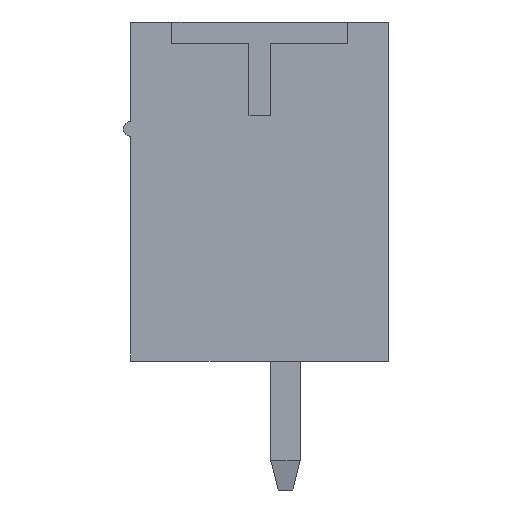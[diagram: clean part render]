
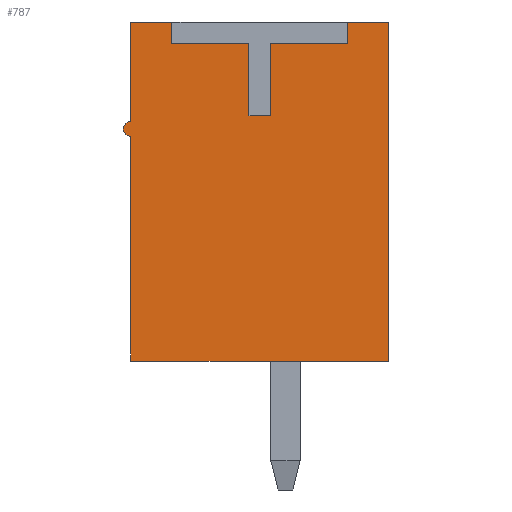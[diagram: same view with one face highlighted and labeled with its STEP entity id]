
A CAD part, left-side view. The second image highlights one B-rep face of the part: STEP entity #787.
In plain terms, the highlighted planar face has unit normal (-1, 0, 0).
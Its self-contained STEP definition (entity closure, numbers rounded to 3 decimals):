
#787 = ADVANCED_FACE( '', ( #1567 ), #1568, .F. );
#1567 = FACE_OUTER_BOUND( '', #2335, .T. );
#1568 = PLANE( '', #2336 );
#2335 = EDGE_LOOP( '', ( #4499, #4500, #4501, #4502, #4503, #4504, #4505, #4506, #4507, #4508, #4509, #4510, #4511, #4512 ) );
#2336 = AXIS2_PLACEMENT_3D( '', #4513, #4514, #4515 );
#4499 = ORIENTED_EDGE( '', *, *, #5157, .F. );
#4500 = ORIENTED_EDGE( '', *, *, #4743, .T. );
#4501 = ORIENTED_EDGE( '', *, *, #4833, .T. );
#4502 = ORIENTED_EDGE( '', *, *, #5350, .T. );
#4503 = ORIENTED_EDGE( '', *, *, #5580, .T. );
#4504 = ORIENTED_EDGE( '', *, *, #5101, .T. );
#4505 = ORIENTED_EDGE( '', *, *, #5383, .T. );
#4506 = ORIENTED_EDGE( '', *, *, #5517, .T. );
#4507 = ORIENTED_EDGE( '', *, *, #5154, .F. );
#4508 = ORIENTED_EDGE( '', *, *, #5250, .T. );
#4509 = ORIENTED_EDGE( '', *, *, #4812, .T. );
#4510 = ORIENTED_EDGE( '', *, *, #5432, .T. );
#4511 = ORIENTED_EDGE( '', *, *, #4785, .F. );
#4512 = ORIENTED_EDGE( '', *, *, #5400, .F. );
#4513 = CARTESIAN_POINT( '', ( -9.3, 0., 0. ) );
#4514 = DIRECTION( '', ( 1., 0., 0. ) );
#4515 = DIRECTION( '', ( 0., 0., -1. ) );
#4743 = EDGE_CURVE( '', #5677, #5678, #5679, .T. );
#4785 = EDGE_CURVE( '', #5748, #5749, #5750, .T. );
#4812 = EDGE_CURVE( '', #5802, #5800, #5803, .F. );
#4833 = EDGE_CURVE( '', #5678, #5838, #5839, .T. );
#5101 = EDGE_CURVE( '', #6290, #6291, #6292, .T. );
#5154 = EDGE_CURVE( '', #6373, #6375, #6376, .T. );
#5157 = EDGE_CURVE( '', #5677, #6380, #6381, .T. );
#5250 = EDGE_CURVE( '', #6373, #5802, #6521, .T. );
#5350 = EDGE_CURVE( '', #5838, #6658, #6659, .T. );
#5383 = EDGE_CURVE( '', #6291, #6705, #6706, .T. );
#5400 = EDGE_CURVE( '', #6380, #5748, #6729, .T. );
#5432 = EDGE_CURVE( '', #5800, #5749, #6767, .T. );
#5517 = EDGE_CURVE( '', #6705, #6375, #6867, .T. );
#5580 = EDGE_CURVE( '', #6658, #6290, #6936, .T. );
#5677 = VERTEX_POINT( '', #7057 );
#5678 = VERTEX_POINT( '', #7058 );
#5679 = LINE( '', #7059, #7060 );
#5748 = VERTEX_POINT( '', #7154 );
#5749 = VERTEX_POINT( '', #7155 );
#5750 = LINE( '', #7156, #7157 );
#5800 = VERTEX_POINT( '', #7230 );
#5802 = VERTEX_POINT( '', #7233 );
#5803 = CIRCLE( '', #7234, 0.2 );
#5838 = VERTEX_POINT( '', #7285 );
#5839 = LINE( '', #7286, #7287 );
#6290 = VERTEX_POINT( '', #7952 );
#6291 = VERTEX_POINT( '', #7953 );
#6292 = LINE( '', #7954, #7955 );
#6373 = VERTEX_POINT( '', #8076 );
#6375 = VERTEX_POINT( '', #8079 );
#6376 = LINE( '', #8080, #8081 );
#6380 = VERTEX_POINT( '', #8087 );
#6381 = LINE( '', #8088, #8089 );
#6521 = LINE( '', #8302, #8303 );
#6658 = VERTEX_POINT( '', #8507 );
#6659 = LINE( '', #8508, #8509 );
#6705 = VERTEX_POINT( '', #8575 );
#6706 = LINE( '', #8576, #8577 );
#6729 = LINE( '', #8614, #8615 );
#6767 = LINE( '', #8669, #8670 );
#6867 = LINE( '', #8821, #8822 );
#6936 = LINE( '', #8922, #8923 );
#7057 = CARTESIAN_POINT( '', ( -9.3, -2.48, 4.6 ) );
#7058 = CARTESIAN_POINT( '', ( -9.3, -2.48, 4.02 ) );
#7059 = CARTESIAN_POINT( '', ( -9.3, -2.48, 4.6 ) );
#7060 = VECTOR( '', #9004, 1000. );
#7154 = CARTESIAN_POINT( '', ( -9.3, -3.6, -4.6 ) );
#7155 = CARTESIAN_POINT( '', ( -9.3, 3.4, -4.6 ) );
#7156 = CARTESIAN_POINT( '', ( -9.3, -3.6, -4.6 ) );
#7157 = VECTOR( '', #9048, 1000. );
#7230 = CARTESIAN_POINT( '', ( -9.3, 3.4, 1.5 ) );
#7233 = CARTESIAN_POINT( '', ( -9.3, 3.4, 1.9 ) );
#7234 = AXIS2_PLACEMENT_3D( '', #9076, #9077, #9078 );
#7285 = CARTESIAN_POINT( '', ( -9.3, -0.39, 4.02 ) );
#7286 = CARTESIAN_POINT( '', ( -9.3, -2.48, 4.02 ) );
#7287 = VECTOR( '', #9095, 1000. );
#7952 = CARTESIAN_POINT( '', ( -9.3, 0.19, 2.06 ) );
#7953 = CARTESIAN_POINT( '', ( -9.3, 0.19, 4.02 ) );
#7954 = CARTESIAN_POINT( '', ( -9.3, 0.19, 2.06 ) );
#7955 = VECTOR( '', #9319, 1000. );
#8076 = CARTESIAN_POINT( '', ( -9.3, 3.4, 4.6 ) );
#8079 = CARTESIAN_POINT( '', ( -9.3, 2.28, 4.6 ) );
#8080 = CARTESIAN_POINT( '', ( -9.3, 3.6, 4.6 ) );
#8081 = VECTOR( '', #9373, 1000. );
#8087 = CARTESIAN_POINT( '', ( -9.3, -3.6, 4.6 ) );
#8088 = CARTESIAN_POINT( '', ( -9.3, 3.6, 4.6 ) );
#8089 = VECTOR( '', #9376, 1000. );
#8302 = CARTESIAN_POINT( '', ( -9.3, 3.4, 0. ) );
#8303 = VECTOR( '', #9462, 1000. );
#8507 = CARTESIAN_POINT( '', ( -9.3, -0.39, 2.06 ) );
#8508 = CARTESIAN_POINT( '', ( -9.3, -0.39, 4.02 ) );
#8509 = VECTOR( '', #9542, 1000. );
#8575 = CARTESIAN_POINT( '', ( -9.3, 2.28, 4.02 ) );
#8576 = CARTESIAN_POINT( '', ( -9.3, 0.19, 4.02 ) );
#8577 = VECTOR( '', #9566, 1000. );
#8614 = CARTESIAN_POINT( '', ( -9.3, -3.6, 4.6 ) );
#8615 = VECTOR( '', #9581, 1000. );
#8669 = CARTESIAN_POINT( '', ( -9.3, 3.4, 0. ) );
#8670 = VECTOR( '', #9604, 1000. );
#8821 = CARTESIAN_POINT( '', ( -9.3, 2.28, 4.02 ) );
#8822 = VECTOR( '', #9659, 1000. );
#8922 = CARTESIAN_POINT( '', ( -9.3, -0.39, 2.06 ) );
#8923 = VECTOR( '', #9691, 1000. );
#9004 = DIRECTION( '', ( 0., 0., -1. ) );
#9048 = DIRECTION( '', ( 0., 1., 0. ) );
#9076 = CARTESIAN_POINT( '', ( -9.3, 3.4, 1.7 ) );
#9077 = DIRECTION( '', ( 1., 0., 0. ) );
#9078 = DIRECTION( '', ( 0., 0., -1. ) );
#9095 = DIRECTION( '', ( 0., 1., 0. ) );
#9319 = DIRECTION( '', ( 0., 0., 1. ) );
#9373 = DIRECTION( '', ( 0., -1., 0. ) );
#9376 = DIRECTION( '', ( 0., -1., 0. ) );
#9462 = DIRECTION( '', ( 0., 0., -1. ) );
#9542 = DIRECTION( '', ( 0., 0., -1. ) );
#9566 = DIRECTION( '', ( 0., 1., 0. ) );
#9581 = DIRECTION( '', ( 0., 0., -1. ) );
#9604 = DIRECTION( '', ( 0., 0., -1. ) );
#9659 = DIRECTION( '', ( 0., 0., 1. ) );
#9691 = DIRECTION( '', ( 0., 1., 0. ) );
